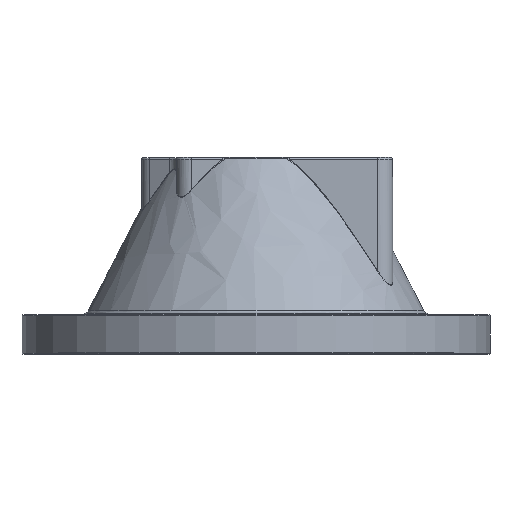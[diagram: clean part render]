
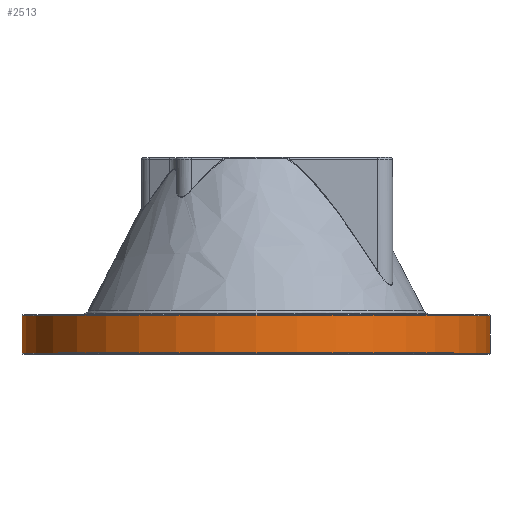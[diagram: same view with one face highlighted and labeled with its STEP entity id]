
A CAD part, top view. The second image highlights one B-rep face of the part: STEP entity #2513.
In plain terms, the highlighted cylindrical face has radius 125 mm (diameter 250 mm), a full revolution.
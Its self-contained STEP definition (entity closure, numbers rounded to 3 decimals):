
#2451=CARTESIAN_POINT('',(348.3,694.61,0.0));
#2452=VERTEX_POINT('',#2451);
#2459=CARTESIAN_POINT('',(98.3,694.61,0.0));
#2460=VERTEX_POINT('',#2459);
#2461=CARTESIAN_POINT('',(223.3,694.61,0.0));
#2462=DIRECTION('',(0.0,1.0,0.0));
#2463=DIRECTION('',(1.0,0.0,0.0));
#2464=AXIS2_PLACEMENT_3D('',#2461,#2462,#2463);
#2465=CIRCLE('',#2464,125.0);
#2466=EDGE_CURVE('',#2460,#2452,#2465,.T.);
#2468=CARTESIAN_POINT('',(223.3,694.61,0.0));
#2469=DIRECTION('',(0.0,1.0,0.0));
#2470=DIRECTION('',(1.0,0.0,0.0));
#2471=AXIS2_PLACEMENT_3D('',#2468,#2469,#2470);
#2472=CIRCLE('',#2471,125.0);
#2473=EDGE_CURVE('',#2452,#2460,#2472,.T.);
#2479=CARTESIAN_POINT('',(223.3,694.61,0.0));
#2480=DIRECTION('',(0.0,1.0,0.0));
#2481=DIRECTION('',(1.0,0.0,0.0));
#2482=AXIS2_PLACEMENT_3D('',#2479,#2480,#2481);
#2483=CYLINDRICAL_SURFACE('',#2482,125.0);
#2484=ORIENTED_EDGE('',*,*,#2473,.T.);
#2485=ORIENTED_EDGE('',*,*,#2466,.T.);
#2486=CARTESIAN_POINT('',(348.3,714.61,0.0));
#2487=VERTEX_POINT('',#2486);
#2488=CARTESIAN_POINT('',(348.3,694.61,0.0));
#2489=DIRECTION('',(0.0,1.0,0.0));
#2490=VECTOR('',#2489,20.0);
#2491=LINE('',#2488,#2490);
#2492=EDGE_CURVE('',#2452,#2487,#2491,.T.);
#2493=ORIENTED_EDGE('',*,*,#2492,.T.);
#2494=CARTESIAN_POINT('',(98.3,714.61,0.0));
#2495=VERTEX_POINT('',#2494);
#2496=CARTESIAN_POINT('',(223.3,714.61,0.0));
#2497=DIRECTION('',(0.0,1.0,0.0));
#2498=DIRECTION('',(1.0,0.0,0.0));
#2499=AXIS2_PLACEMENT_3D('',#2496,#2497,#2498);
#2500=CIRCLE('',#2499,125.0);
#2501=EDGE_CURVE('',#2495,#2487,#2500,.T.);
#2502=ORIENTED_EDGE('',*,*,#2501,.F.);
#2503=CARTESIAN_POINT('',(223.3,714.61,0.0));
#2504=DIRECTION('',(0.0,1.0,0.0));
#2505=DIRECTION('',(1.0,0.0,0.0));
#2506=AXIS2_PLACEMENT_3D('',#2503,#2504,#2505);
#2507=CIRCLE('',#2506,125.0);
#2508=EDGE_CURVE('',#2487,#2495,#2507,.T.);
#2509=ORIENTED_EDGE('',*,*,#2508,.F.);
#2510=ORIENTED_EDGE('',*,*,#2492,.F.);
#2511=EDGE_LOOP('',(#2484,#2485,#2493,#2502,#2509,#2510));
#2512=FACE_OUTER_BOUND('',#2511,.T.);
#2513=ADVANCED_FACE('',(#2512),#2483,.T.);
